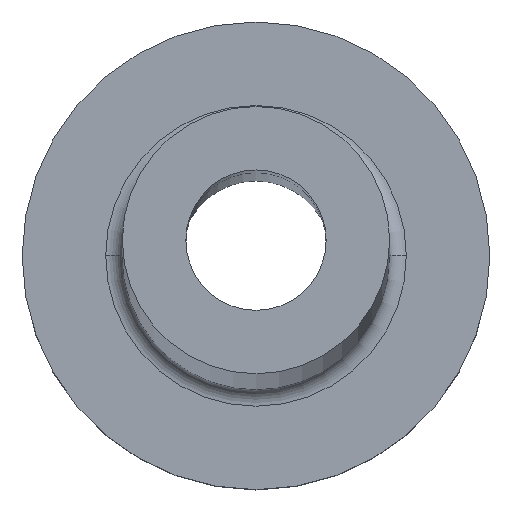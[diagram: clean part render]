
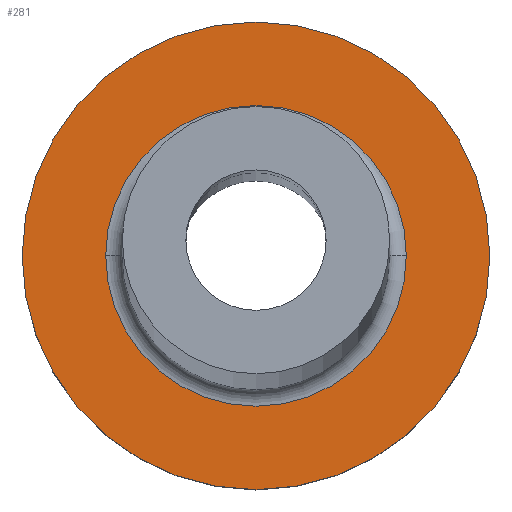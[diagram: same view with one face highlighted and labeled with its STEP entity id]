
A CAD part, top view. The second image highlights one B-rep face of the part: STEP entity #281.
In plain terms, the highlighted planar face has unit normal (0, 0, 1).
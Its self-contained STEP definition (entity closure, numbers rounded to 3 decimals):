
#7 = ORIENTED_EDGE ( 'NONE', *, *, #410, .T. ) ;
#22 = CARTESIAN_POINT ( 'NONE',  ( 0., 0., 5. ) ) ;
#29 = AXIS2_PLACEMENT_3D ( 'NONE', #111, #70, #289 ) ;
#31 = DIRECTION ( 'NONE',  ( 1., 0., 0. ) ) ;
#70 = DIRECTION ( 'NONE',  ( 0., 0., 1. ) ) ;
#89 = AXIS2_PLACEMENT_3D ( 'NONE', #22, #129, #162 ) ;
#92 = EDGE_CURVE ( 'NONE', #287, #365, #141, .T. ) ;
#107 = DIRECTION ( 'NONE',  ( 0., 0., 1. ) ) ;
#111 = CARTESIAN_POINT ( 'NONE',  ( 0., 0., 5. ) ) ;
#113 = CARTESIAN_POINT ( 'NONE',  ( 0., 0., 5. ) ) ;
#123 = CARTESIAN_POINT ( 'NONE',  ( -7., 0., 5. ) ) ;
#129 = DIRECTION ( 'NONE',  ( 0., 0., -1. ) ) ;
#136 = EDGE_CURVE ( 'NONE', #187, #265, #293, .T. ) ;
#138 = CARTESIAN_POINT ( 'NONE',  ( 4.5, 0., 5. ) ) ;
#141 = CIRCLE ( 'NONE', #395, 7. ) ;
#162 = DIRECTION ( 'NONE',  ( 1., 0., 0. ) ) ;
#165 = EDGE_LOOP ( 'NONE', ( #200, #224 ) ) ;
#172 = CARTESIAN_POINT ( 'NONE',  ( 7., 0., 5. ) ) ;
#187 = VERTEX_POINT ( 'NONE', #138 ) ;
#192 = CIRCLE ( 'NONE', #325, 4.5 ) ;
#199 = DIRECTION ( 'NONE',  ( 0., 0., -1. ) ) ;
#200 = ORIENTED_EDGE ( 'NONE', *, *, #136, .T. ) ;
#203 = DIRECTION ( 'NONE',  ( 1., 0., 0. ) ) ;
#205 = CARTESIAN_POINT ( 'NONE',  ( 0., 0., 5. ) ) ;
#224 = ORIENTED_EDGE ( 'NONE', *, *, #375, .T. ) ;
#256 = DIRECTION ( 'NONE',  ( 1., 0., 0. ) ) ;
#265 = VERTEX_POINT ( 'NONE', #333 ) ;
#274 = PLANE ( 'NONE',  #307 ) ;
#281 = ADVANCED_FACE ( 'NONE', ( #348, #412 ), #274, .T. ) ;
#287 = VERTEX_POINT ( 'NONE', #123 ) ;
#289 = DIRECTION ( 'NONE',  ( 1., 0., 0. ) ) ;
#293 = CIRCLE ( 'NONE', #89, 4.5 ) ;
#302 = CARTESIAN_POINT ( 'NONE',  ( 0., 0., 5. ) ) ;
#307 = AXIS2_PLACEMENT_3D ( 'NONE', #302, #446, #203 ) ;
#325 = AXIS2_PLACEMENT_3D ( 'NONE', #205, #199, #31 ) ;
#331 = ORIENTED_EDGE ( 'NONE', *, *, #92, .T. ) ;
#333 = CARTESIAN_POINT ( 'NONE',  ( -4.5, 0., 5. ) ) ;
#334 = CIRCLE ( 'NONE', #29, 7. ) ;
#348 = FACE_BOUND ( 'NONE', #165, .T. ) ;
#365 = VERTEX_POINT ( 'NONE', #172 ) ;
#375 = EDGE_CURVE ( 'NONE', #265, #187, #192, .T. ) ;
#395 = AXIS2_PLACEMENT_3D ( 'NONE', #113, #107, #256 ) ;
#410 = EDGE_CURVE ( 'NONE', #365, #287, #334, .T. ) ;
#412 = FACE_OUTER_BOUND ( 'NONE', #436, .T. ) ;
#436 = EDGE_LOOP ( 'NONE', ( #331, #7 ) ) ;
#446 = DIRECTION ( 'NONE',  ( 0., 0., 1. ) ) ;
